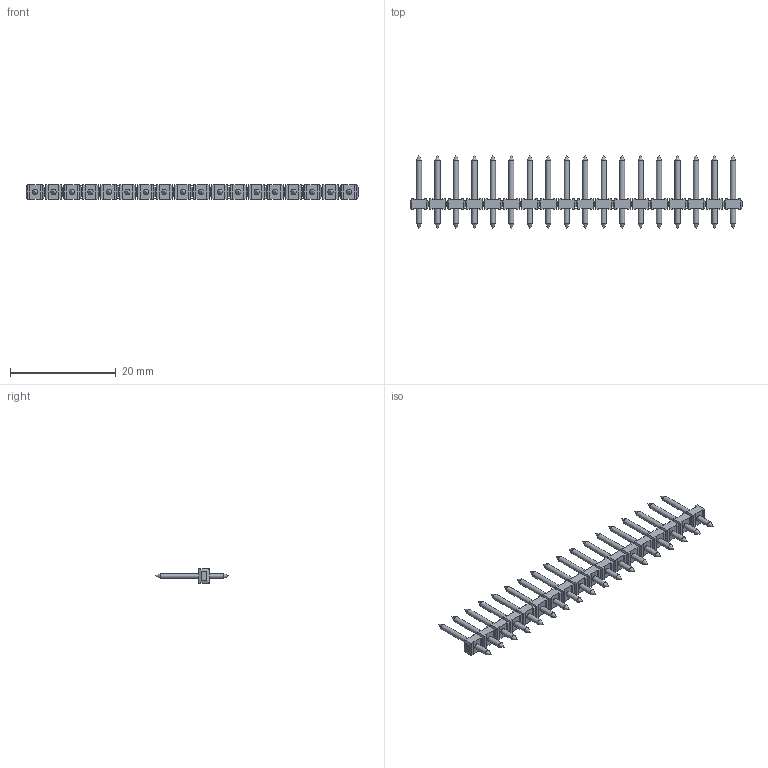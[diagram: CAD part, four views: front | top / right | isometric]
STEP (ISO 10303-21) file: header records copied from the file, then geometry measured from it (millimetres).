
FILE_DESCRIPTION( ( 'STEP AP214' ), '1' );
FILE_NAME( ' ', ' ', ( ' ' ), ( ' ' ), 'PSStep 11.0', 'VISI 17.0', ' ' );
FILE_SCHEMA( ( 'AUTOMOTIVE_DESIGN { 1 0 10303 214 1 1 1 1 }' ) );
Length unit declared in the file: millimetre
Products named in the file (1): 1
Bounding box: 62.9 x 14 x 2.8 mm (x, y, z)
Volume: 447 mm3; surface area: 1313.4 mm2
Topology: 1 solids, 1 shells, 502 faces, 1220 edges, 720 vertices
Faces by surface type: plane 430, cylinder 36, cone 36
Full cylindrical faces by diameter (mm): 1 x36
Entity records: 17245 total; most frequent: CARTESIAN_POINT 2263, DIRECTION 2154, ORIENTED_EDGE 2152, EDGE_CURVE 1076, LINE 1004, VECTOR 1004, VERTEX_POINT 684, AXIS2_PLACEMENT_3D 575
